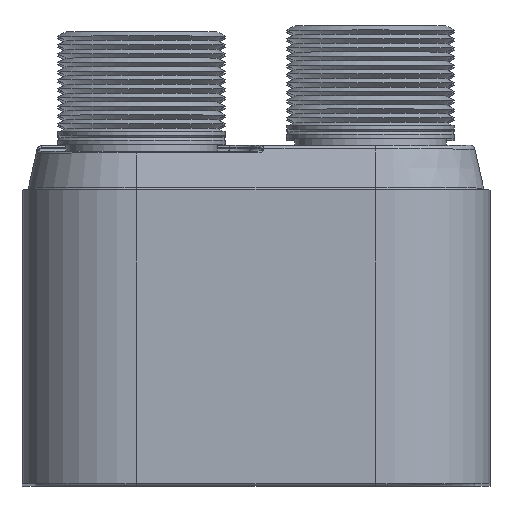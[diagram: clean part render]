
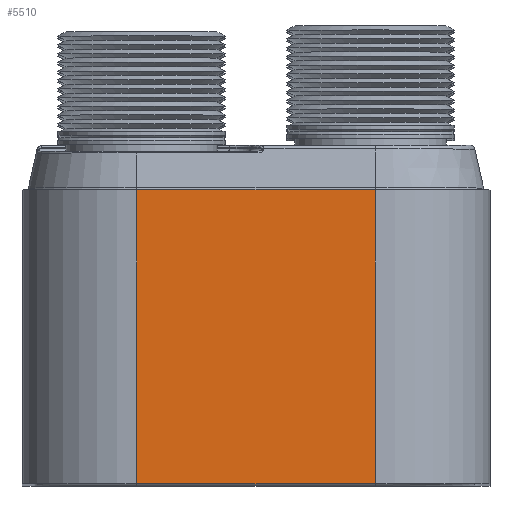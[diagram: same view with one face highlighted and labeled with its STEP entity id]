
A CAD part, top view. The second image highlights one B-rep face of the part: STEP entity #5510.
In plain terms, the highlighted planar face has unit normal (0, 0, 1).
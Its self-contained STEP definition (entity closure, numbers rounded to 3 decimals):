
#1426=DIRECTION('',(1.,0.,0.));
#1427=VECTOR('',#1426,48.);
#1428=CARTESIAN_POINT('',(-24.,59.,162.));
#1429=LINE('',#1428,#1427);
#1430=DIRECTION('',(0.,1.,0.));
#1431=VECTOR('',#1430,59.);
#1432=CARTESIAN_POINT('',(-24.,0.,162.));
#1433=LINE('',#1432,#1431);
#1439=DIRECTION('',(0.,1.,0.));
#1440=VECTOR('',#1439,59.);
#1441=CARTESIAN_POINT('',(24.,0.,162.));
#1442=LINE('',#1441,#1440);
#1482=DIRECTION('',(1.,0.,0.));
#1483=VECTOR('',#1482,48.);
#1484=CARTESIAN_POINT('',(-24.,0.,162.));
#1485=LINE('',#1484,#1483);
#2531=CARTESIAN_POINT('',(-24.,0.,162.));
#2532=VERTEX_POINT('',#2531);
#2533=CARTESIAN_POINT('',(24.,0.,162.));
#2534=VERTEX_POINT('',#2533);
#2659=CARTESIAN_POINT('',(-24.,59.,162.));
#2660=VERTEX_POINT('',#2659);
#2661=CARTESIAN_POINT('',(24.,59.,162.));
#2662=VERTEX_POINT('',#2661);
#5497=CARTESIAN_POINT('',(-24.,0.,162.));
#5498=DIRECTION('',(0.,0.,1.));
#5499=DIRECTION('',(1.,0.,0.));
#5500=AXIS2_PLACEMENT_3D('',#5497,#5498,#5499);
#5501=PLANE('',#5500);
#5502=ORIENTED_EDGE('',*,*,#4698,.T.);
#5504=ORIENTED_EDGE('',*,*,#5503,.F.);
#5506=ORIENTED_EDGE('',*,*,#5505,.F.);
#5507=ORIENTED_EDGE('',*,*,#5489,.T.);
#5508=EDGE_LOOP('',(#5502,#5504,#5506,#5507));
#5509=FACE_OUTER_BOUND('',#5508,.F.);
#5510=ADVANCED_FACE('',(#5509),#5501,.T.);
#4698=EDGE_CURVE('',#2660,#2662,#1429,.T.);
#5489=EDGE_CURVE('',#2532,#2660,#1433,.T.);
#5503=EDGE_CURVE('',#2534,#2662,#1442,.T.);
#5505=EDGE_CURVE('',#2532,#2534,#1485,.T.);
